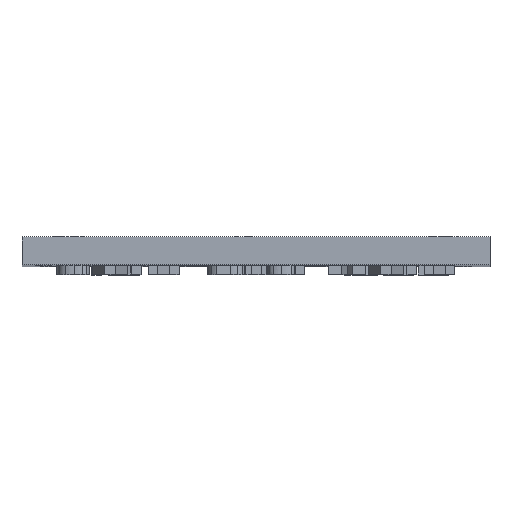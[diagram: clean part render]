
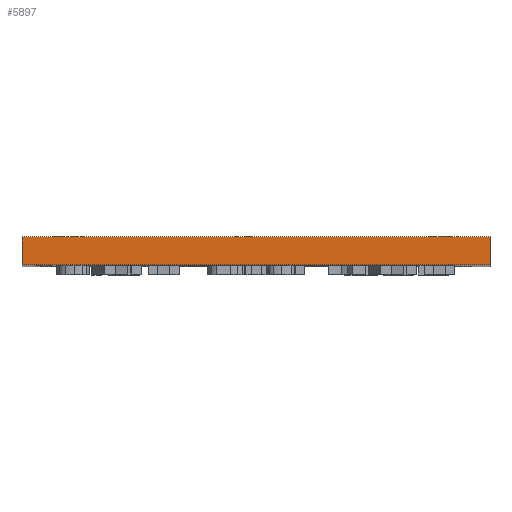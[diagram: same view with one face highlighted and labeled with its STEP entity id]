
A CAD part, top view. The second image highlights one B-rep face of the part: STEP entity #5897.
In plain terms, the highlighted planar face has unit normal (0, 0, 1).
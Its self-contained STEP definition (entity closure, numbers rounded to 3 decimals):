
#354=PLANE('',#6165);
#662=FACE_OUTER_BOUND('',#1018,.T.);
#1018=EDGE_LOOP('',(#5432,#5433,#5434,#5435));
#1065=LINE('',#7688,#1626);
#1603=LINE('',#10828,#2164);
#1604=LINE('',#10831,#2165);
#1605=LINE('',#10832,#2166);
#1626=VECTOR('',#6196,10.);
#2164=VECTOR('',#7254,10.);
#2165=VECTOR('',#7257,10.);
#2166=VECTOR('',#7258,10.);
#2423=VERTEX_POINT('',#7685);
#2424=VERTEX_POINT('',#7687);
#2946=VERTEX_POINT('',#10826);
#2947=VERTEX_POINT('',#10830);
#3003=EDGE_CURVE('',#2423,#2424,#1065,.T.);
#3789=EDGE_CURVE('',#2946,#2424,#1603,.T.);
#3790=EDGE_CURVE('',#2946,#2947,#1604,.T.);
#3791=EDGE_CURVE('',#2947,#2423,#1605,.T.);
#5432=ORIENTED_EDGE('',*,*,#3790,.F.);
#5433=ORIENTED_EDGE('',*,*,#3789,.T.);
#5434=ORIENTED_EDGE('',*,*,#3003,.F.);
#5435=ORIENTED_EDGE('',*,*,#3791,.F.);
#5897=ADVANCED_FACE('',(#662),#354,.T.);
#6165=AXIS2_PLACEMENT_3D('',#10829,#7255,#7256);
#6196=DIRECTION('',(-1.,0.,0.));
#7254=DIRECTION('',(0.,-1.,0.));
#7255=DIRECTION('center_axis',(0.,0.,1.));
#7256=DIRECTION('ref_axis',(-1.,0.,0.));
#7257=DIRECTION('',(1.,0.,0.));
#7258=DIRECTION('',(0.,-1.,0.));
#7685=CARTESIAN_POINT('',(50.8,-3.,130.));
#7687=CARTESIAN_POINT('',(0.,-3.,130.));
#7688=CARTESIAN_POINT('',(0.,-3.,130.));
#10826=CARTESIAN_POINT('',(0.,0.,130.));
#10828=CARTESIAN_POINT('',(0.,0.,130.));
#10829=CARTESIAN_POINT('Origin',(50.8,0.,130.));
#10830=CARTESIAN_POINT('',(50.8,0.,130.));
#10831=CARTESIAN_POINT('',(0.,0.,130.));
#10832=CARTESIAN_POINT('',(50.8,0.,130.));
